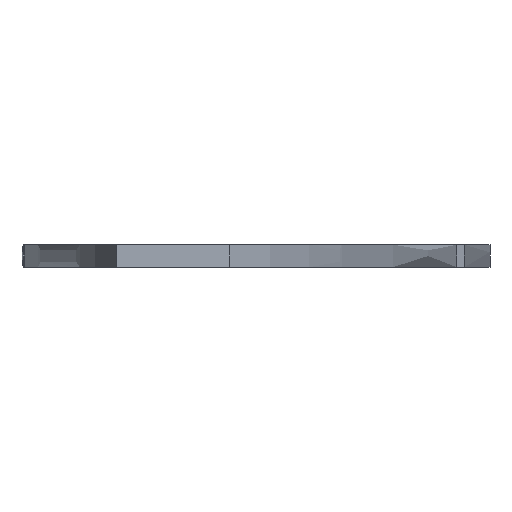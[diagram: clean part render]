
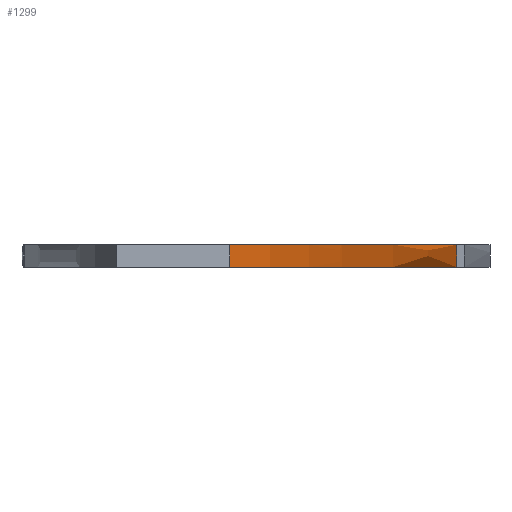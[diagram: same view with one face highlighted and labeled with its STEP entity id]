
A CAD part, left-side view. The second image highlights one B-rep face of the part: STEP entity #1299.
In plain terms, the highlighted face is a extrusion surface.
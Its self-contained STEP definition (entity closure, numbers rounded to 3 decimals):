
#40=CARTESIAN_POINT('Vertex',(7.472,-18.676,3.)) ;
#56=CARTESIAN_POINT('Vertex',(7.472,-18.676,0.)) ;
#59=CARTESIAN_POINT('Line Origine',(7.472,-18.676,1.5)) ;
#1218=CARTESIAN_POINT('Vertex',(99.069,-48.783,3.)) ;
#1221=CARTESIAN_POINT('Line Origine',(99.069,-48.783,1.5)) ;
#1225=CARTESIAN_POINT('Vertex',(99.069,-48.783,0.)) ;
#1241=CARTESIAN_POINT('Control Point',(7.472,-18.676,0.)) ;
#1242=CARTESIAN_POINT('Control Point',(8.514,-19.616,0.)) ;
#1243=CARTESIAN_POINT('Control Point',(9.6,-20.502,0.)) ;
#1244=CARTESIAN_POINT('Control Point',(10.718,-21.345,0.)) ;
#1245=CARTESIAN_POINT('Control Point',(15.678,-24.839,0.)) ;
#1246=CARTESIAN_POINT('Control Point',(21.038,-27.729,0.)) ;
#1247=CARTESIAN_POINT('Control Point',(25.149,-29.704,0.)) ;
#1248=CARTESIAN_POINT('Control Point',(37.514,-35.001,0.)) ;
#1249=CARTESIAN_POINT('Control Point',(50.363,-39.048,0.)) ;
#1250=CARTESIAN_POINT('Control Point',(58.765,-41.316,0.)) ;
#1251=CARTESIAN_POINT('Control Point',(71.904,-44.339,0.)) ;
#1252=CARTESIAN_POINT('Control Point',(85.171,-46.717,0.)) ;
#1253=CARTESIAN_POINT('Control Point',(89.796,-47.472,0.)) ;
#1254=CARTESIAN_POINT('Control Point',(94.429,-48.159,0.)) ;
#1255=CARTESIAN_POINT('Control Point',(99.069,-48.783,0.)) ;
#1260=CARTESIAN_POINT('Control Point',(7.472,-18.676,3.)) ;
#1261=CARTESIAN_POINT('Control Point',(8.514,-19.616,3.)) ;
#1262=CARTESIAN_POINT('Control Point',(9.6,-20.502,3.)) ;
#1263=CARTESIAN_POINT('Control Point',(10.718,-21.345,3.)) ;
#1264=CARTESIAN_POINT('Control Point',(15.678,-24.839,3.)) ;
#1265=CARTESIAN_POINT('Control Point',(21.038,-27.729,3.)) ;
#1266=CARTESIAN_POINT('Control Point',(25.149,-29.704,3.)) ;
#1267=CARTESIAN_POINT('Control Point',(37.514,-35.001,3.)) ;
#1268=CARTESIAN_POINT('Control Point',(50.363,-39.048,3.)) ;
#1269=CARTESIAN_POINT('Control Point',(58.765,-41.316,3.)) ;
#1270=CARTESIAN_POINT('Control Point',(71.904,-44.339,3.)) ;
#1271=CARTESIAN_POINT('Control Point',(85.171,-46.717,3.)) ;
#1272=CARTESIAN_POINT('Control Point',(89.796,-47.472,3.)) ;
#1273=CARTESIAN_POINT('Control Point',(94.429,-48.159,3.)) ;
#1274=CARTESIAN_POINT('Control Point',(99.069,-48.783,3.)) ;
#1277=CARTESIAN_POINT('Control Point',(7.472,-18.676,0.)) ;
#1278=CARTESIAN_POINT('Control Point',(8.514,-19.616,0.)) ;
#1279=CARTESIAN_POINT('Control Point',(9.6,-20.502,0.)) ;
#1280=CARTESIAN_POINT('Control Point',(10.718,-21.345,0.)) ;
#1281=CARTESIAN_POINT('Control Point',(15.678,-24.839,0.)) ;
#1282=CARTESIAN_POINT('Control Point',(21.038,-27.729,0.)) ;
#1283=CARTESIAN_POINT('Control Point',(25.149,-29.704,0.)) ;
#1284=CARTESIAN_POINT('Control Point',(37.514,-35.001,0.)) ;
#1285=CARTESIAN_POINT('Control Point',(50.363,-39.048,0.)) ;
#1286=CARTESIAN_POINT('Control Point',(58.765,-41.316,0.)) ;
#1287=CARTESIAN_POINT('Control Point',(71.904,-44.339,0.)) ;
#1288=CARTESIAN_POINT('Control Point',(85.171,-46.717,0.)) ;
#1289=CARTESIAN_POINT('Control Point',(89.796,-47.472,0.)) ;
#1290=CARTESIAN_POINT('Control Point',(94.429,-48.159,0.)) ;
#1291=CARTESIAN_POINT('Control Point',(99.069,-48.783,0.)) ;
#61=VECTOR('Line Direction',#60,1.) ;
#1223=VECTOR('Line Direction',#1222,1.) ;
#1257=VECTOR('Extrusion Surface Vector',#1256,1.) ;
#60=DIRECTION('Vector Direction',(0.,0.,1.)) ;
#1222=DIRECTION('Vector Direction',(0.,0.,1.)) ;
#1256=DIRECTION('Vector Direction',(0.,0.,1.)) ;
#62=LINE('Line',#59,#61) ;
#1224=LINE('Line',#1221,#1223) ;
#63=EDGE_CURVE('',#57,#41,#62,.T.) ;
#1227=EDGE_CURVE('',#1226,#1219,#1224,.T.) ;
#1275=EDGE_CURVE('',#1219,#41,#1259,.F.) ;
#1292=EDGE_CURVE('',#1226,#57,#1276,.F.) ;
#1294=ORIENTED_EDGE('',*,*,#1275,.T.) ;
#1295=ORIENTED_EDGE('',*,*,#63,.F.) ;
#1296=ORIENTED_EDGE('',*,*,#1292,.F.) ;
#1297=ORIENTED_EDGE('',*,*,#1227,.T.) ;
#1293=EDGE_LOOP('',(#1294,#1295,#1296,#1297)) ;
#41=VERTEX_POINT('',#40) ;
#57=VERTEX_POINT('',#56) ;
#1219=VERTEX_POINT('',#1218) ;
#1226=VERTEX_POINT('',#1225) ;
#1299=ADVANCED_FACE('PartBody',(#1298),#1258,.T.) ;
#1240=B_SPLINE_CURVE_WITH_KNOTS('',5,(#1241,#1242,#1243,#1244,#1245,#1246,#1247,#1248,#1249,#1250,#1251,#1252,#1253,#1254,#1255),.UNSPECIFIED.,.F.,.U.,(6,3,3,3,6),(0.,7.038,30.279,74.157,97.56),.UNSPECIFIED.) ;
#1259=B_SPLINE_CURVE_WITH_KNOTS('',5,(#1260,#1261,#1262,#1263,#1264,#1265,#1266,#1267,#1268,#1269,#1270,#1271,#1272,#1273,#1274),.UNSPECIFIED.,.F.,.U.,(6,3,3,3,6),(500000.,500007.048,500030.324,500074.265,500097.703),.UNSPECIFIED.) ;
#1276=B_SPLINE_CURVE_WITH_KNOTS('',5,(#1277,#1278,#1279,#1280,#1281,#1282,#1283,#1284,#1285,#1286,#1287,#1288,#1289,#1290,#1291),.UNSPECIFIED.,.F.,.U.,(6,3,3,3,6),(500000.,500007.048,500030.324,500074.265,500097.703),.UNSPECIFIED.) ;
#1298=FACE_OUTER_BOUND('',#1293,.T.) ;
#1258=SURFACE_OF_LINEAR_EXTRUSION('generated tabulated cylinder',#1240,#1257) ;
